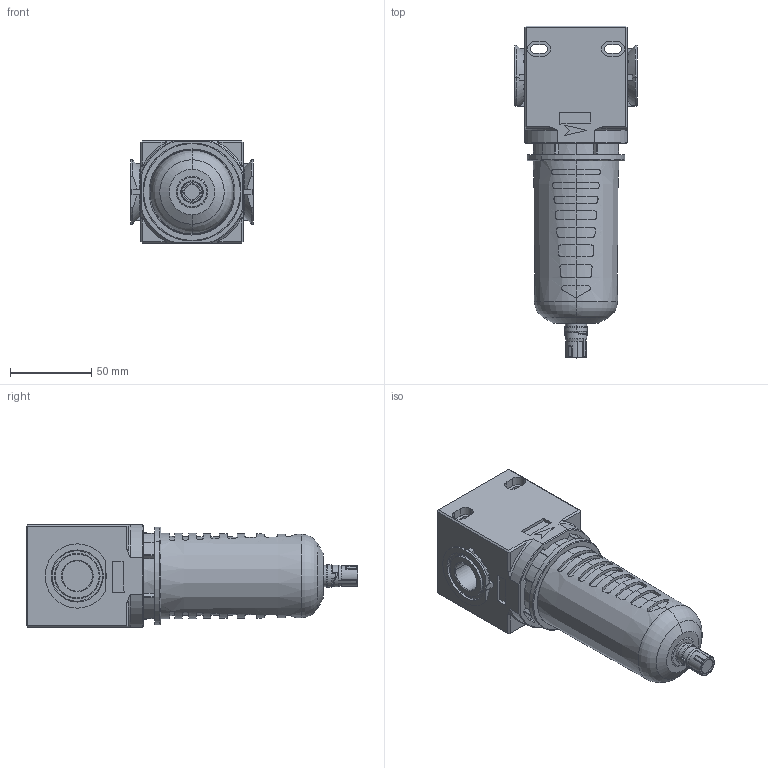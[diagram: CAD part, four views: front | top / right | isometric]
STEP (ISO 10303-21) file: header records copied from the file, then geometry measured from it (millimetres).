
FILE_DESCRIPTION(('STEP AP214'),'1');
FILE_NAME('075 F PE SS.stp','2020-03-18T11:21:04',(' '),(' '),'Spatial InterOp 3D',' ',' ');
FILE_SCHEMA(('AUTOMOTIVE_DESIGN { 1 0 10303 214 1 1 1 1 }'));
Length unit declared in the file: metre
Products named in the file (1): Volume
Bounding box: 75.5 x 204.2 x 63.1 mm (x, y, z)
Volume: 505796.1 mm3; surface area: 56899 mm2
Topology: 1 solids, 1 shells, 654 faces, 1694 edges, 1057 vertices
Faces by surface type: plane 239, cylinder 147, torus 74, cone 70, extrusion 54, bspline 46, sphere 24
Entity records: 23734 total; most frequent: CARTESIAN_POINT 7808, ORIENTED_EDGE 3368, DIRECTION 3344, EDGE_CURVE 1684, AXIS2_PLACEMENT_3D 1312, VERTEX_POINT 1057, VECTOR 720, CIRCLE 693
